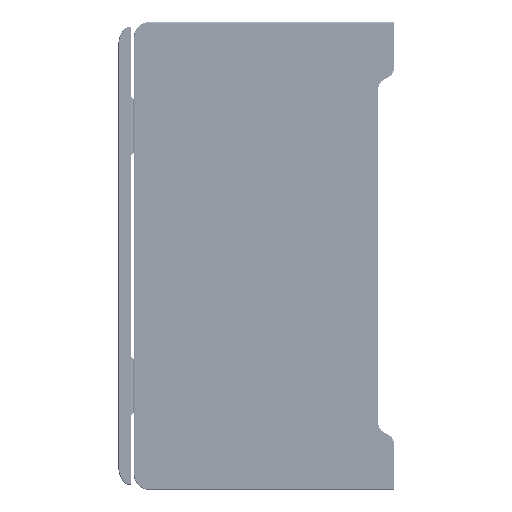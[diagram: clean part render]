
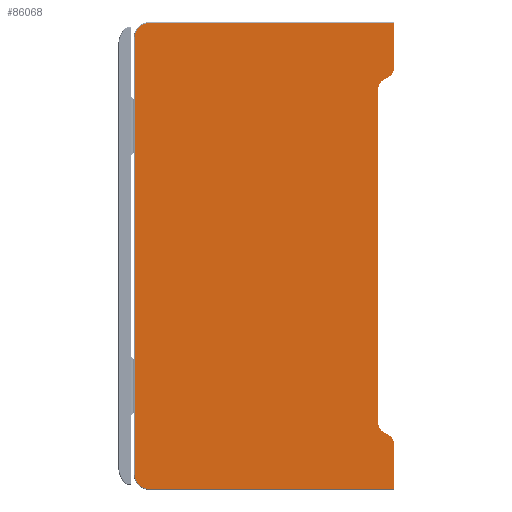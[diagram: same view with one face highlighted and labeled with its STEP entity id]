
A CAD part, left-side view. The second image highlights one B-rep face of the part: STEP entity #86068.
In plain terms, the highlighted planar face has unit normal (-1, 0, 0).
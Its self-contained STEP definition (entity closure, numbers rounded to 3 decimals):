
#135=DIRECTION('',(0.,0.866,0.5));
#136=VECTOR('',#135,1.309);
#137=CARTESIAN_POINT('',(0.,0.866,-79.5));
#138=LINE('',#137,#136);
#139=CARTESIAN_POINT('',(0.,1.732,-81.));
#140=DIRECTION('',(1.,0.,0.));
#141=DIRECTION('',(0.,-0.5,0.866));
#142=AXIS2_PLACEMENT_3D('',#139,#140,#141);
#144=DIRECTION('',(0.,0.,-1.));
#145=VECTOR('',#144,8.8);
#146=CARTESIAN_POINT('',(0.,0.,-81.));
#147=LINE('',#146,#145);
#148=DIRECTION('',(0.,1.,0.));
#149=VECTOR('',#148,47.);
#150=CARTESIAN_POINT('',(0.,0.,-89.8));
#151=LINE('',#150,#149);
#152=CARTESIAN_POINT('',(0.,47.,-87.));
#153=DIRECTION('',(1.,0.,0.));
#154=DIRECTION('',(0.,0.,-1.));
#155=AXIS2_PLACEMENT_3D('',#152,#153,#154);
#157=DIRECTION('',(0.,0.,1.));
#158=VECTOR('',#157,84.);
#159=CARTESIAN_POINT('',(0.,49.8,-87.));
#160=LINE('',#159,#158);
#161=CARTESIAN_POINT('',(0.,47.,-3.));
#162=DIRECTION('',(1.,0.,0.));
#163=DIRECTION('',(0.,1.,0.));
#164=AXIS2_PLACEMENT_3D('',#161,#162,#163);
#166=DIRECTION('',(0.,-1.,0.));
#167=VECTOR('',#166,47.);
#168=CARTESIAN_POINT('',(0.,47.,-0.2));
#169=LINE('',#168,#167);
#170=DIRECTION('',(0.,0.,-1.));
#171=VECTOR('',#170,8.8);
#172=CARTESIAN_POINT('',(0.,0.,-0.2));
#173=LINE('',#172,#171);
#174=CARTESIAN_POINT('',(0.,1.732,-9.));
#175=DIRECTION('',(1.,0.,0.));
#176=DIRECTION('',(0.,-1.,0.));
#177=AXIS2_PLACEMENT_3D('',#174,#175,#176);
#179=DIRECTION('',(0.,-0.866,0.5));
#180=VECTOR('',#179,1.309);
#181=CARTESIAN_POINT('',(0.,2.,-11.155));
#182=LINE('',#181,#180);
#183=CARTESIAN_POINT('',(0.,1.,-12.887));
#184=DIRECTION('',(1.,0.,0.));
#185=DIRECTION('',(0.,1.,0.));
#186=AXIS2_PLACEMENT_3D('',#183,#184,#185);
#188=DIRECTION('',(0.,0.,1.));
#189=VECTOR('',#188,64.226);
#190=CARTESIAN_POINT('',(0.,3.,-77.113));
#191=LINE('',#190,#189);
#192=CARTESIAN_POINT('',(0.,1.,-77.113));
#193=DIRECTION('',(1.,0.,0.));
#194=DIRECTION('',(0.,0.5,-0.866));
#195=AXIS2_PLACEMENT_3D('',#192,#193,#194);
#74571=CARTESIAN_POINT('',(0.,0.,-0.2));
#74573=VERTEX_POINT('',#74571);
#74574=CARTESIAN_POINT('',(0.,47.,-0.2));
#74575=VERTEX_POINT('',#74574);
#74580=CARTESIAN_POINT('',(0.,49.8,-3.));
#74581=VERTEX_POINT('',#74580);
#74584=CARTESIAN_POINT('',(0.,49.8,-87.));
#74585=VERTEX_POINT('',#74584);
#74588=CARTESIAN_POINT('',(0.,47.,-89.8));
#74589=VERTEX_POINT('',#74588);
#74590=CARTESIAN_POINT('',(0.,0.,-89.8));
#74592=VERTEX_POINT('',#74590);
#75964=CARTESIAN_POINT('',(0.,0.866,-79.5));
#75965=CARTESIAN_POINT('',(0.,2.,-78.845));
#75966=VERTEX_POINT('',#75964);
#75967=VERTEX_POINT('',#75965);
#75968=CARTESIAN_POINT('',(0.,3.,-77.113));
#75969=VERTEX_POINT('',#75968);
#75970=CARTESIAN_POINT('',(0.,3.,-12.887));
#75971=VERTEX_POINT('',#75970);
#75972=CARTESIAN_POINT('',(0.,2.,-11.155));
#75973=VERTEX_POINT('',#75972);
#75974=CARTESIAN_POINT('',(0.,0.866,-10.5));
#75975=VERTEX_POINT('',#75974);
#75976=CARTESIAN_POINT('',(0.,0.,-9.));
#75977=VERTEX_POINT('',#75976);
#75978=CARTESIAN_POINT('',(0.,0.,-81.));
#75979=VERTEX_POINT('',#75978);
#86040=CARTESIAN_POINT('',(0.,0.,-90.));
#86041=DIRECTION('',(-1.,0.,0.));
#86042=DIRECTION('',(0.,0.,1.));
#86043=AXIS2_PLACEMENT_3D('',#86040,#86041,#86042);
#86044=PLANE('',#86043);
#86045=ORIENTED_EDGE('',*,*,#85922,.F.);
#86047=ORIENTED_EDGE('',*,*,#86046,.T.);
#86049=ORIENTED_EDGE('',*,*,#86048,.T.);
#86051=ORIENTED_EDGE('',*,*,#86050,.T.);
#86053=ORIENTED_EDGE('',*,*,#86052,.T.);
#86055=ORIENTED_EDGE('',*,*,#86054,.T.);
#86057=ORIENTED_EDGE('',*,*,#86056,.T.);
#86059=ORIENTED_EDGE('',*,*,#86058,.T.);
#86060=ORIENTED_EDGE('',*,*,#85850,.T.);
#86061=ORIENTED_EDGE('',*,*,#85873,.T.);
#86062=ORIENTED_EDGE('',*,*,#86035,.F.);
#86063=ORIENTED_EDGE('',*,*,#86022,.F.);
#86064=ORIENTED_EDGE('',*,*,#85950,.F.);
#86065=ORIENTED_EDGE('',*,*,#85936,.F.);
#86066=EDGE_LOOP('',(#86045,#86047,#86049,#86051,#86053,#86055,#86057,#86059,
#86060,#86061,#86062,#86063,#86064,#86065));
#86067=FACE_OUTER_BOUND('',#86066,.F.);
#86068=ADVANCED_FACE('',(#86067),#86044,.T.);
#143=CIRCLE('',#142,1.732);
#156=CIRCLE('',#155,2.8);
#165=CIRCLE('',#164,2.8);
#178=CIRCLE('',#177,1.732);
#187=CIRCLE('',#186,2.);
#196=CIRCLE('',#195,2.);
#85850=EDGE_CURVE('',#74573,#75977,#173,.T.);
#85873=EDGE_CURVE('',#75977,#75975,#178,.T.);
#85922=EDGE_CURVE('',#75966,#75967,#138,.T.);
#85936=EDGE_CURVE('',#75967,#75969,#196,.T.);
#85950=EDGE_CURVE('',#75969,#75971,#191,.T.);
#86022=EDGE_CURVE('',#75971,#75973,#187,.T.);
#86035=EDGE_CURVE('',#75973,#75975,#182,.T.);
#86046=EDGE_CURVE('',#75966,#75979,#143,.T.);
#86048=EDGE_CURVE('',#75979,#74592,#147,.T.);
#86050=EDGE_CURVE('',#74592,#74589,#151,.T.);
#86052=EDGE_CURVE('',#74589,#74585,#156,.T.);
#86054=EDGE_CURVE('',#74585,#74581,#160,.T.);
#86056=EDGE_CURVE('',#74581,#74575,#165,.T.);
#86058=EDGE_CURVE('',#74575,#74573,#169,.T.);
